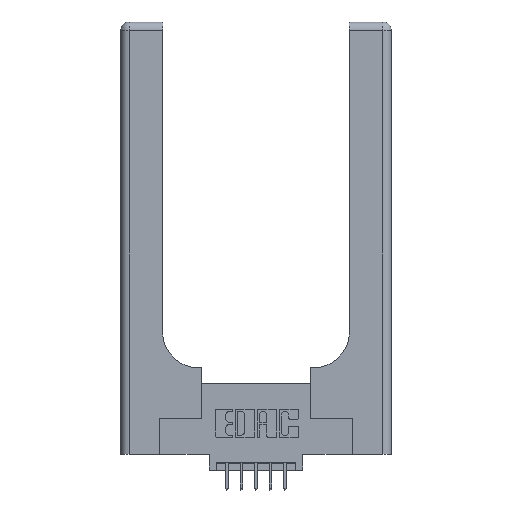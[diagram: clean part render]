
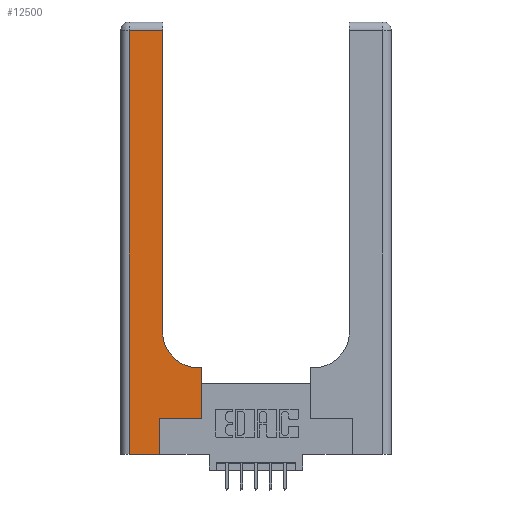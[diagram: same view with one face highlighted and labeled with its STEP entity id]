
A CAD part, top view. The second image highlights one B-rep face of the part: STEP entity #12500.
In plain terms, the highlighted planar face has unit normal (0, 0, 1).
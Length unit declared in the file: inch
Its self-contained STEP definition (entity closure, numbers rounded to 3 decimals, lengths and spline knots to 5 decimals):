
#166 = VECTOR ( 'NONE', #3048, 39.37008 ) ;
#370 = CARTESIAN_POINT ( 'NONE',  ( 0., 3., 0.37 ) ) ;
#442 = DIRECTION ( 'NONE',  ( 0., 0., -1. ) ) ;
#599 = CARTESIAN_POINT ( 'NONE',  ( 0.269, 0., 0.37 ) ) ;
#723 = CARTESIAN_POINT ( 'NONE',  ( 0., 0., 0.37 ) ) ;
#733 = ORIENTED_EDGE ( 'NONE', *, *, #10231, .T. ) ;
#1509 = CARTESIAN_POINT ( 'NONE',  ( 0.5585, 0.25, 0.37 ) ) ;
#1514 = VERTEX_POINT ( 'NONE', #5203 ) ;
#1692 = LINE ( 'NONE', #9339, #1787 ) ;
#1787 = VECTOR ( 'NONE', #7104, 39.37008 ) ;
#1837 = EDGE_CURVE ( 'NONE', #1514, #10183, #11079, .T. ) ;
#1921 = ORIENTED_EDGE ( 'NONE', *, *, #3940, .T. ) ;
#2280 = DIRECTION ( 'NONE',  ( 1., 0., 0. ) ) ;
#2534 = VERTEX_POINT ( 'NONE', #13916 ) ;
#2626 = EDGE_CURVE ( 'NONE', #10874, #12396, #10654, .T. ) ;
#2717 = VECTOR ( 'NONE', #13513, 39.37008 ) ;
#2813 = EDGE_CURVE ( 'NONE', #12964, #3164, #5300, .T. ) ;
#2923 = LINE ( 'NONE', #599, #3168 ) ;
#2942 = AXIS2_PLACEMENT_3D ( 'NONE', #370, #442, #10351 ) ;
#3048 = DIRECTION ( 'NONE',  ( 1., 0., 0. ) ) ;
#3132 = EDGE_CURVE ( 'NONE', #10183, #2534, #9084, .T. ) ;
#3164 = VERTEX_POINT ( 'NONE', #10529 ) ;
#3168 = VECTOR ( 'NONE', #9414, 39.37008 ) ;
#3495 = VERTEX_POINT ( 'NONE', #11380 ) ;
#3553 = CARTESIAN_POINT ( 'NONE',  ( 0., 2.94, 0.37 ) ) ;
#3563 = PLANE ( 'NONE',  #2942 ) ;
#3940 = EDGE_CURVE ( 'NONE', #12396, #11936, #11412, .T. ) ;
#4567 = DIRECTION ( 'NONE',  ( -1., 0., 0. ) ) ;
#4584 = VECTOR ( 'NONE', #4567, 39.37008 ) ;
#4843 = CARTESIAN_POINT ( 'NONE',  ( 0.5415, 0.6, 0.37 ) ) ;
#5203 = CARTESIAN_POINT ( 'NONE',  ( 0.2915, 2.94, 0.37 ) ) ;
#5296 = LINE ( 'NONE', #723, #166 ) ;
#5300 = CIRCLE ( 'NONE', #6671, 0.25 ) ;
#6061 = DIRECTION ( 'NONE',  ( 0., 1., 0. ) ) ;
#6555 = CARTESIAN_POINT ( 'NONE',  ( 0.5585, 0.6, 0.37 ) ) ;
#6671 = AXIS2_PLACEMENT_3D ( 'NONE', #8249, #9049, #6881 ) ;
#6881 = DIRECTION ( 'NONE',  ( 1., 0., 0. ) ) ;
#6942 = ORIENTED_EDGE ( 'NONE', *, *, #11554, .T. ) ;
#7036 = CARTESIAN_POINT ( 'NONE',  ( 0.06, 2.94, 0.37 ) ) ;
#7104 = DIRECTION ( 'NONE',  ( 0., 1., 0. ) ) ;
#7298 = ORIENTED_EDGE ( 'NONE', *, *, #3132, .T. ) ;
#7483 = ORIENTED_EDGE ( 'NONE', *, *, #2626, .T. ) ;
#7528 = VECTOR ( 'NONE', #9066, 39.37008 ) ;
#7788 = VECTOR ( 'NONE', #2280, 39.37008 ) ;
#7946 = CARTESIAN_POINT ( 'NONE',  ( 0.269, 0.25, 0.37 ) ) ;
#8249 = CARTESIAN_POINT ( 'NONE',  ( 0.5415, 0.85, 0.37 ) ) ;
#9048 = FACE_OUTER_BOUND ( 'NONE', #10341, .T. ) ;
#9049 = DIRECTION ( 'NONE',  ( 0., 0., -1. ) ) ;
#9066 = DIRECTION ( 'NONE',  ( -1., 0., 0. ) ) ;
#9084 = LINE ( 'NONE', #13291, #2717 ) ;
#9339 = CARTESIAN_POINT ( 'NONE',  ( 0.2915, 3., 0.37 ) ) ;
#9363 = ORIENTED_EDGE ( 'NONE', *, *, #1837, .T. ) ;
#9414 = DIRECTION ( 'NONE',  ( 0., 1., 0. ) ) ;
#9484 = CARTESIAN_POINT ( 'NONE',  ( 0.269, 0.25, 0.37 ) ) ;
#10183 = VERTEX_POINT ( 'NONE', #7036 ) ;
#10201 = EDGE_CURVE ( 'NONE', #3164, #1514, #1692, .T. ) ;
#10231 = EDGE_CURVE ( 'NONE', #3495, #10874, #2923, .T. ) ;
#10341 = EDGE_LOOP ( 'NONE', ( #10387, #9363, #7298, #13714, #733, #7483, #1921, #6942, #13535 ) ) ;
#10351 = DIRECTION ( 'NONE',  ( -1., 0., 0. ) ) ;
#10387 = ORIENTED_EDGE ( 'NONE', *, *, #10201, .T. ) ;
#10529 = CARTESIAN_POINT ( 'NONE',  ( 0.2915, 0.85, 0.37 ) ) ;
#10654 = LINE ( 'NONE', #9484, #7788 ) ;
#10676 = EDGE_CURVE ( 'NONE', #2534, #3495, #5296, .T. ) ;
#10874 = VERTEX_POINT ( 'NONE', #7946 ) ;
#11079 = LINE ( 'NONE', #3553, #4584 ) ;
#11244 = CARTESIAN_POINT ( 'NONE',  ( 0.2915, 0.6, 0.37 ) ) ;
#11380 = CARTESIAN_POINT ( 'NONE',  ( 0.269, 0., 0.37 ) ) ;
#11412 = LINE ( 'NONE', #1509, #12944 ) ;
#11554 = EDGE_CURVE ( 'NONE', #11936, #12964, #13835, .T. ) ;
#11936 = VERTEX_POINT ( 'NONE', #6555 ) ;
#12396 = VERTEX_POINT ( 'NONE', #12921 ) ;
#12500 = ADVANCED_FACE ( 'NONE', ( #9048 ), #3563, .F. ) ;
#12921 = CARTESIAN_POINT ( 'NONE',  ( 0.5585, 0.25, 0.37 ) ) ;
#12944 = VECTOR ( 'NONE', #6061, 39.37008 ) ;
#12964 = VERTEX_POINT ( 'NONE', #4843 ) ;
#13291 = CARTESIAN_POINT ( 'NONE',  ( 0.06, 3., 0.37 ) ) ;
#13513 = DIRECTION ( 'NONE',  ( 0., -1., 0. ) ) ;
#13535 = ORIENTED_EDGE ( 'NONE', *, *, #2813, .T. ) ;
#13714 = ORIENTED_EDGE ( 'NONE', *, *, #10676, .T. ) ;
#13835 = LINE ( 'NONE', #11244, #7528 ) ;
#13916 = CARTESIAN_POINT ( 'NONE',  ( 0.06, 0., 0.37 ) ) ;
